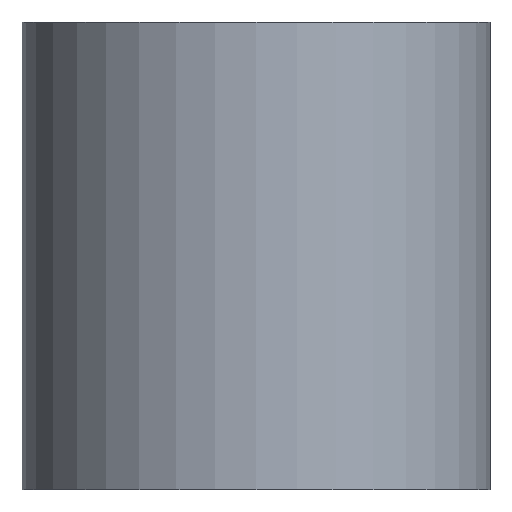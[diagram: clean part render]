
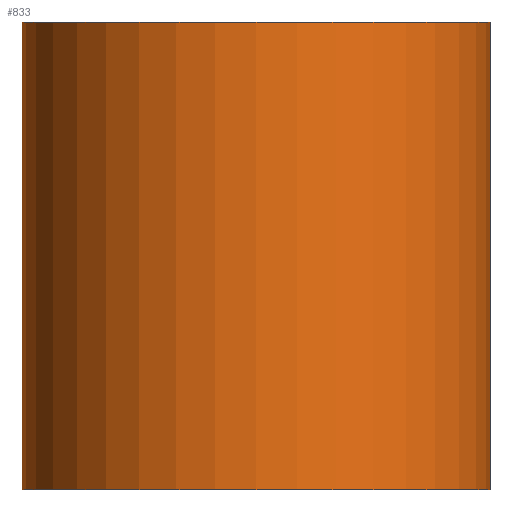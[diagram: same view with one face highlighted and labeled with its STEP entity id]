
A CAD part, front view. The second image highlights one B-rep face of the part: STEP entity #833.
In plain terms, the highlighted cylindrical face has radius 13 mm (diameter 26 mm), a full revolution.
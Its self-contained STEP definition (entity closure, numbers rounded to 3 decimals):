
#74=FACE_OUTER_BOUND('',#123,.T.);
#123=EDGE_LOOP('',(#682,#683,#684,#685));
#197=LINE('',#1427,#261);
#261=VECTOR('',#1162,13.);
#283=CIRCLE('',#892,13.);
#313=CIRCLE('',#932,13.);
#378=VERTEX_POINT('',#1358);
#399=VERTEX_POINT('',#1425);
#472=EDGE_CURVE('',#378,#378,#283,.T.);
#508=EDGE_CURVE('',#399,#399,#313,.T.);
#509=EDGE_CURVE('',#399,#378,#197,.T.);
#682=ORIENTED_EDGE('',*,*,#508,.F.);
#683=ORIENTED_EDGE('',*,*,#509,.T.);
#684=ORIENTED_EDGE('',*,*,#472,.T.);
#685=ORIENTED_EDGE('',*,*,#509,.F.);
#796=CYLINDRICAL_SURFACE('',#931,13.);
#833=ADVANCED_FACE('',(#74),#796,.T.);
#892=AXIS2_PLACEMENT_3D('',#1359,#1074,#1075);
#931=AXIS2_PLACEMENT_3D('',#1424,#1158,#1159);
#932=AXIS2_PLACEMENT_3D('',#1426,#1160,#1161);
#1074=DIRECTION('center_axis',(0.,0.,1.));
#1075=DIRECTION('ref_axis',(1.,0.,0.));
#1158=DIRECTION('center_axis',(0.,0.,1.));
#1159=DIRECTION('ref_axis',(1.,0.,0.));
#1160=DIRECTION('center_axis',(0.,0.,1.));
#1161=DIRECTION('ref_axis',(1.,0.,0.));
#1162=DIRECTION('',(0.,0.,-1.));
#1358=CARTESIAN_POINT('',(-13.,0.,0.));
#1359=CARTESIAN_POINT('Origin',(0.,0.,0.));
#1424=CARTESIAN_POINT('Origin',(0.,0.,0.));
#1425=CARTESIAN_POINT('',(-13.,0.,26.));
#1426=CARTESIAN_POINT('Origin',(0.,0.,26.));
#1427=CARTESIAN_POINT('',(-13.,0.,0.));
